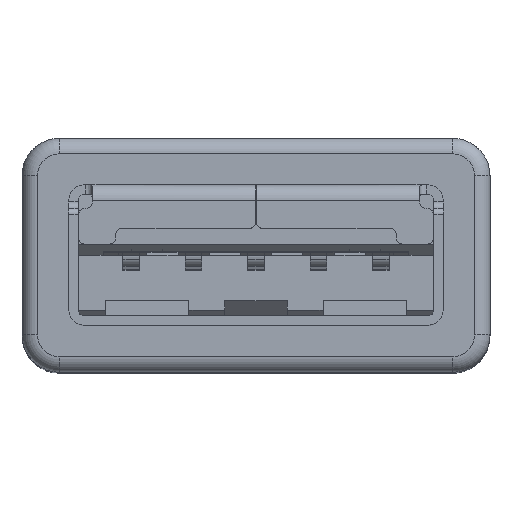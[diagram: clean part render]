
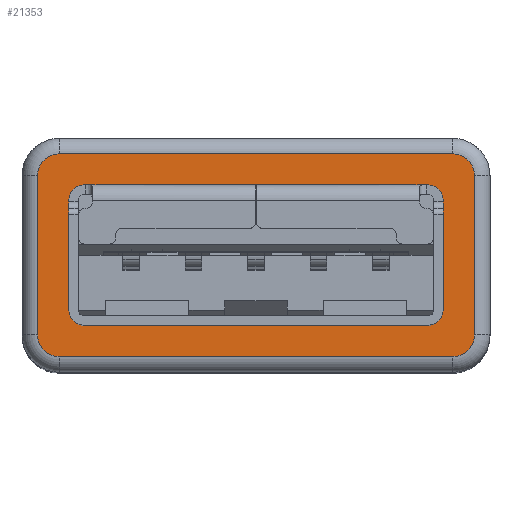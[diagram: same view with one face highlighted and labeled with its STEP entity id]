
A CAD part, top view. The second image highlights one B-rep face of the part: STEP entity #21353.
In plain terms, the highlighted planar face has unit normal (0, 0, 1).
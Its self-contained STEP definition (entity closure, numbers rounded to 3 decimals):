
#1148=LINE('',#35802,#3303);
#1149=LINE('',#35810,#3304);
#1151=LINE('',#35819,#3306);
#1152=LINE('',#35825,#3307);
#3303=VECTOR('',#25888,10.);
#3304=VECTOR('',#25899,10.);
#3306=VECTOR('',#25911,10.);
#3307=VECTOR('',#25920,10.);
#5843=FACE_OUTER_BOUND('',#7042,.T.);
#7042=EDGE_LOOP('',(#15869,#15870,#15871,#15872,#15873,#15874,#15875,#15876));
#8251=CIRCLE('',#22901,0.7);
#8255=CIRCLE('',#22907,0.7);
#8258=CIRCLE('',#22912,0.7);
#8261=CIRCLE('',#22917,0.7);
#9232=VERTEX_POINT('',#35794);
#9233=VERTEX_POINT('',#35796);
#9234=VERTEX_POINT('',#35800);
#9235=VERTEX_POINT('',#35804);
#9236=VERTEX_POINT('',#35808);
#9237=VERTEX_POINT('',#35812);
#9238=VERTEX_POINT('',#35816);
#9239=VERTEX_POINT('',#35821);
#11680=EDGE_CURVE('',#9232,#9233,#8251,.T.);
#11683=EDGE_CURVE('',#9233,#9234,#1148,.T.);
#11685=EDGE_CURVE('',#9234,#9235,#8255,.T.);
#11687=EDGE_CURVE('',#9235,#9236,#1149,.T.);
#11689=EDGE_CURVE('',#9236,#9237,#8258,.T.);
#11692=EDGE_CURVE('',#9237,#9238,#1151,.T.);
#11694=EDGE_CURVE('',#9238,#9239,#8261,.T.);
#11695=EDGE_CURVE('',#9239,#9232,#1152,.T.);
#15869=ORIENTED_EDGE('',*,*,#11680,.F.);
#15870=ORIENTED_EDGE('',*,*,#11695,.F.);
#15871=ORIENTED_EDGE('',*,*,#11694,.F.);
#15872=ORIENTED_EDGE('',*,*,#11692,.F.);
#15873=ORIENTED_EDGE('',*,*,#11689,.F.);
#15874=ORIENTED_EDGE('',*,*,#11687,.F.);
#15875=ORIENTED_EDGE('',*,*,#11685,.F.);
#15876=ORIENTED_EDGE('',*,*,#11683,.F.);
#20362=PLANE('',#22920);
#21353=ADVANCED_FACE('',(#5843),#20362,.T.);
#22901=AXIS2_PLACEMENT_3D('',#35797,#25880,#25881);
#22907=AXIS2_PLACEMENT_3D('',#35806,#25893,#25894);
#22912=AXIS2_PLACEMENT_3D('',#35814,#25904,#25905);
#22917=AXIS2_PLACEMENT_3D('',#35823,#25916,#25917);
#22920=AXIS2_PLACEMENT_3D('',#35829,#25925,#25926);
#25880=DIRECTION('center_axis',(0.,0.,-1.));
#25881=DIRECTION('ref_axis',(0.707,-0.707,0.));
#25888=DIRECTION('',(-1.,0.,0.));
#25893=DIRECTION('center_axis',(0.,0.,-1.));
#25894=DIRECTION('ref_axis',(-0.707,-0.707,0.));
#25899=DIRECTION('',(0.,1.,0.));
#25904=DIRECTION('center_axis',(0.,0.,-1.));
#25905=DIRECTION('ref_axis',(-0.707,0.707,0.));
#25911=DIRECTION('',(1.,0.,0.));
#25916=DIRECTION('center_axis',(0.,0.,-1.));
#25917=DIRECTION('ref_axis',(0.707,0.707,0.));
#25920=DIRECTION('',(0.,-1.,0.));
#25925=DIRECTION('center_axis',(0.,0.,1.));
#25926=DIRECTION('ref_axis',(1.,0.,0.));
#35794=CARTESIAN_POINT('',(7.,-2.55,9.85));
#35796=CARTESIAN_POINT('',(6.3,-3.25,9.85));
#35797=CARTESIAN_POINT('Origin',(6.3,-2.55,9.85));
#35800=CARTESIAN_POINT('',(-6.3,-3.25,9.85));
#35802=CARTESIAN_POINT('',(-3.75,-3.25,9.85));
#35804=CARTESIAN_POINT('',(-7.,-2.55,9.85));
#35806=CARTESIAN_POINT('Origin',(-6.3,-2.55,9.85));
#35808=CARTESIAN_POINT('',(-7.,2.55,9.85));
#35810=CARTESIAN_POINT('',(-7.,0.,9.85));
#35812=CARTESIAN_POINT('',(-6.3,3.25,9.85));
#35814=CARTESIAN_POINT('Origin',(-6.3,2.55,9.85));
#35816=CARTESIAN_POINT('',(6.3,3.25,9.85));
#35819=CARTESIAN_POINT('',(-3.75,3.25,9.85));
#35821=CARTESIAN_POINT('',(7.,2.55,9.85));
#35823=CARTESIAN_POINT('Origin',(6.3,2.55,9.85));
#35825=CARTESIAN_POINT('',(7.,0.,9.85));
#35829=CARTESIAN_POINT('Origin',(-7.5,0.,9.85));
